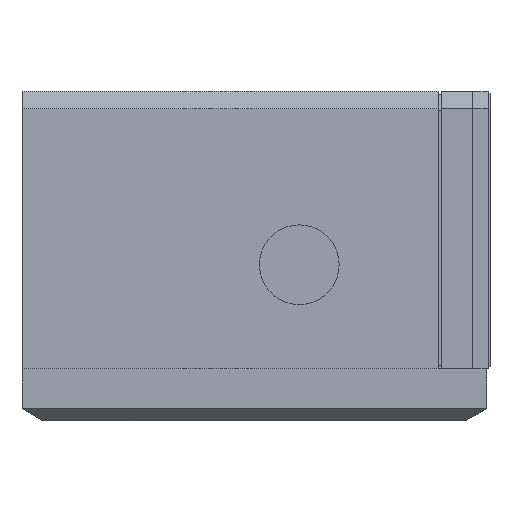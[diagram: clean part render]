
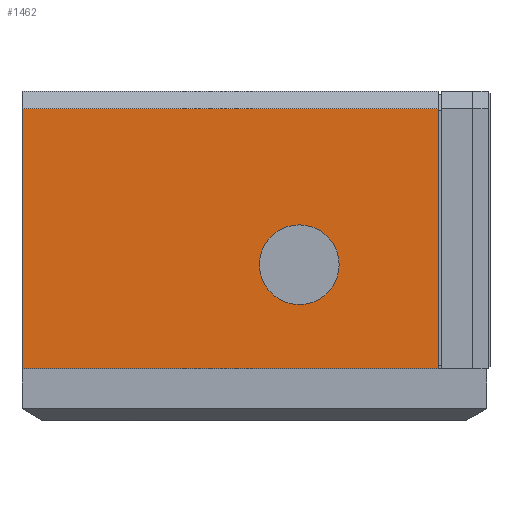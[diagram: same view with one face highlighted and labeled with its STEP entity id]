
A CAD part, left-side view. The second image highlights one B-rep face of the part: STEP entity #1462.
In plain terms, the highlighted planar face has unit normal (-1, 0, 0).
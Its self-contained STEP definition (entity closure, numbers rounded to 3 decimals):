
#664 = VERTEX_POINT('',#665);
#665 = CARTESIAN_POINT('',(0.,10.,0.));
#671 = EDGE_CURVE('',#664,#672,#674,.T.);
#672 = VERTEX_POINT('',#673);
#673 = CARTESIAN_POINT('',(0.,130.,0.));
#674 = LINE('',#675,#676);
#675 = CARTESIAN_POINT('',(0.,0.,0.));
#676 = VECTOR('',#677,1.);
#677 = DIRECTION('',(-0.,1.,-0.));
#1255 = EDGE_CURVE('',#1256,#672,#1258,.T.);
#1256 = VERTEX_POINT('',#1257);
#1257 = CARTESIAN_POINT('',(0.,130.,75.));
#1258 = LINE('',#1259,#1260);
#1259 = CARTESIAN_POINT('',(0.,130.,75.));
#1260 = VECTOR('',#1261,1.);
#1261 = DIRECTION('',(0.,0.,-1.));
#1388 = VERTEX_POINT('',#1389);
#1389 = CARTESIAN_POINT('',(0.,10.,75.));
#1395 = EDGE_CURVE('',#1388,#664,#1396,.T.);
#1396 = LINE('',#1397,#1398);
#1397 = CARTESIAN_POINT('',(0.,10.,75.));
#1398 = VECTOR('',#1399,1.);
#1399 = DIRECTION('',(0.,0.,-1.));
#1462 = ADVANCED_FACE('',(#1463,#1474),#1485,.T.);
#1463 = FACE_BOUND('',#1464,.T.);
#1464 = EDGE_LOOP('',(#1465,#1466,#1472,#1473));
#1465 = ORIENTED_EDGE('',*,*,#1395,.F.);
#1466 = ORIENTED_EDGE('',*,*,#1467,.T.);
#1467 = EDGE_CURVE('',#1388,#1256,#1468,.T.);
#1468 = LINE('',#1469,#1470);
#1469 = CARTESIAN_POINT('',(0.,0.,75.));
#1470 = VECTOR('',#1471,1.);
#1471 = DIRECTION('',(-0.,1.,-0.));
#1472 = ORIENTED_EDGE('',*,*,#1255,.T.);
#1473 = ORIENTED_EDGE('',*,*,#671,.F.);
#1474 = FACE_BOUND('',#1475,.T.);
#1475 = EDGE_LOOP('',(#1476));
#1476 = ORIENTED_EDGE('',*,*,#1477,.F.);
#1477 = EDGE_CURVE('',#1478,#1478,#1480,.T.);
#1478 = VERTEX_POINT('',#1479);
#1479 = CARTESIAN_POINT('',(0.,38.5,30.));
#1480 = CIRCLE('',#1481,11.5);
#1481 = AXIS2_PLACEMENT_3D('',#1482,#1483,#1484);
#1482 = CARTESIAN_POINT('',(0.,50.,30.));
#1483 = DIRECTION('',(-1.,0.,0.));
#1484 = DIRECTION('',(0.,-1.,0.));
#1485 = PLANE('',#1486);
#1486 = AXIS2_PLACEMENT_3D('',#1487,#1488,#1489);
#1487 = CARTESIAN_POINT('',(0.,0.,75.));
#1488 = DIRECTION('',(-1.,0.,0.));
#1489 = DIRECTION('',(0.,0.,-1.));
